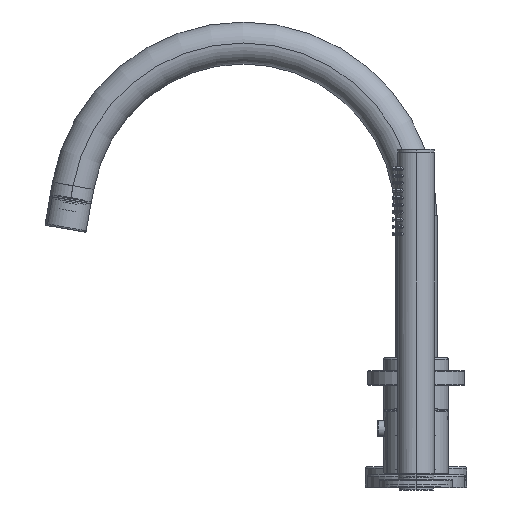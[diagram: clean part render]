
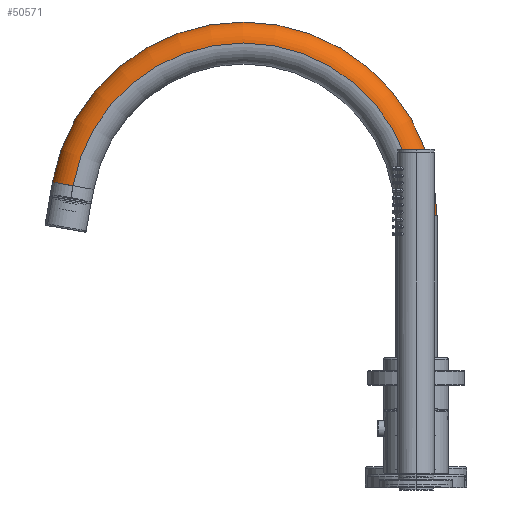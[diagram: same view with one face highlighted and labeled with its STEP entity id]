
A CAD part, left-side view. The second image highlights one B-rep face of the part: STEP entity #50571.
In plain terms, the highlighted toroidal (fillet/blend) face has major radius 107 mm and minor radius 13 mm.
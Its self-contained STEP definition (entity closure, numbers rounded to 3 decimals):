
#50510=CARTESIAN_POINT('Vertex',(-13.,212.374,285.98)) ;
#50515=CARTESIAN_POINT('Axis2P3D Location',(0.,212.374,285.98)) ;
#50519=CARTESIAN_POINT('Vertex',(13.,212.374,285.98)) ;
#50541=CARTESIAN_POINT('Axis2P3D Location',(0.,107.,267.4)) ;
#50546=CARTESIAN_POINT('Axis2P3D Location',(0.,0.,267.4)) ;
#50550=CARTESIAN_POINT('Vertex',(-13.,0.,267.4)) ;
#50552=CARTESIAN_POINT('Vertex',(13.,0.,267.4)) ;
#50555=CARTESIAN_POINT('Axis2P3D Location',(13.,107.,267.4)) ;
#50560=CARTESIAN_POINT('Axis2P3D Location',(-13.,107.,267.4)) ;
#50516=DIRECTION('Axis2P3D Direction',(0.,0.174,-0.985)) ;
#50542=DIRECTION('Axis2P3D Direction',(1.,0.,0.)) ;
#50543=DIRECTION('Axis2P3D XDirection',(0.,0.985,0.174)) ;
#50547=DIRECTION('Axis2P3D Direction',(-0.,0.,1.)) ;
#50556=DIRECTION('Axis2P3D Direction',(1.,0.,-0.)) ;
#50561=DIRECTION('Axis2P3D Direction',(1.,0.,-0.)) ;
#50517=AXIS2_PLACEMENT_3D('Circle Axis2P3D',#50515,#50516,$) ;
#50544=AXIS2_PLACEMENT_3D('Torus Axis2P3D',#50541,#50542,#50543) ;
#50548=AXIS2_PLACEMENT_3D('Circle Axis2P3D',#50546,#50547,$) ;
#50557=AXIS2_PLACEMENT_3D('Circle Axis2P3D',#50555,#50556,$) ;
#50562=AXIS2_PLACEMENT_3D('Circle Axis2P3D',#50560,#50561,$) ;
#50518=CIRCLE('generated circle',#50517,13.) ;
#50549=CIRCLE('generated circle',#50548,13.) ;
#50558=CIRCLE('generated circle',#50557,107.) ;
#50563=CIRCLE('generated circle',#50562,107.) ;
#50545=TOROIDAL_SURFACE('homeo Torus',#50544,107.,13.) ;
#50521=EDGE_CURVE('',#50511,#50520,#50518,.T.) ;
#50554=EDGE_CURVE('',#50551,#50553,#50549,.T.) ;
#50559=EDGE_CURVE('',#50520,#50553,#50558,.T.) ;
#50564=EDGE_CURVE('',#50511,#50551,#50563,.T.) ;
#50566=ORIENTED_EDGE('',*,*,#50554,.T.) ;
#50567=ORIENTED_EDGE('',*,*,#50559,.F.) ;
#50568=ORIENTED_EDGE('',*,*,#50521,.F.) ;
#50569=ORIENTED_EDGE('',*,*,#50564,.T.) ;
#50565=EDGE_LOOP('',(#50566,#50567,#50568,#50569)) ;
#50511=VERTEX_POINT('',#50510) ;
#50520=VERTEX_POINT('',#50519) ;
#50551=VERTEX_POINT('',#50550) ;
#50553=VERTEX_POINT('',#50552) ;
#50571=ADVANCED_FACE('Product7_AllCATPart.1\\P42228.1\\PartBody',(#50570),#50545,.T.) ;
#50570=FACE_OUTER_BOUND('',#50565,.T.) ;
